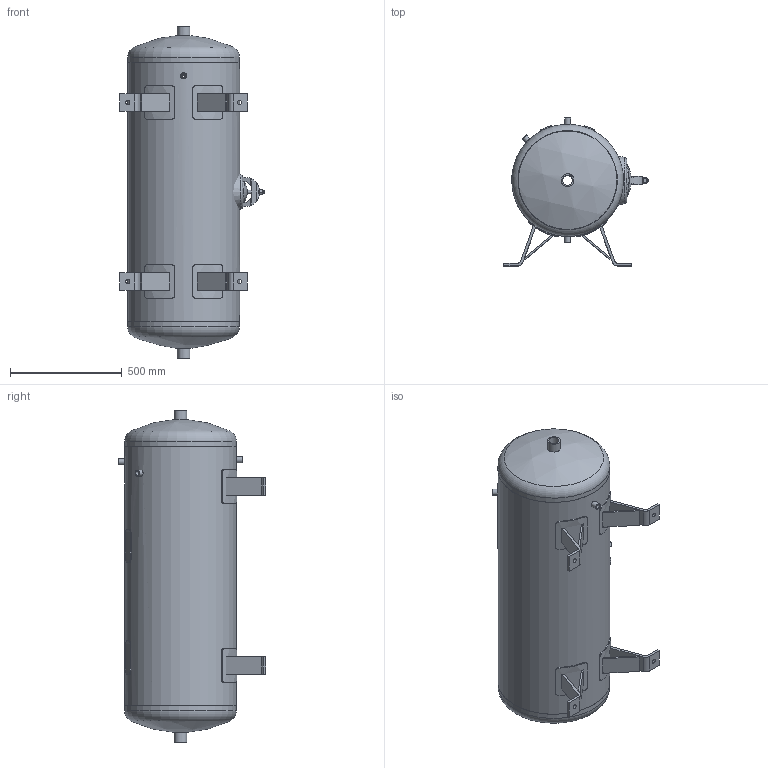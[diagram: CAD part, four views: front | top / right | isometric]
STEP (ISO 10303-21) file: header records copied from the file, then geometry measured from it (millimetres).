
FILE_DESCRIPTION(/* description */ (''),/* implementation_level */ '2;1');
FILE_NAME(/* name */ 'MB 030602-1.250.stp',/* time_stamp */ '2024-03-05T08:51:47+01:00',/* author */ ('m.ebener'),/* organization */ (''),/* preprocessor_version */ 'ST-DEVELOPER v16.1',/* originating_system */ 'Autodesk Inventor 2016',/* authorisation */ '');
FILE_SCHEMA (('AUTOMOTIVE_DESIGN { 1 0 10303 214 3 1 1 }'));
Length unit declared in the file: millimetre
Products named in the file (13): Mantel; Behälterfuß; Standardmuffe - G 1_2; Boden; Standardmuffe - G 1 1_2; Handloch_100x150x8,5; Dichtung; Deckel; Bügel; DIN 125 - A 17; DIN 934 - M16 x 2; Handloch; MB 030602-1.250
Assembly tree (17 placements, depth 3):
  MB 030602-1.250
    Mantel
    Behälterfuß  x2
    Standardmuffe - G 1_2  x3
    Boden  x2
    Standardmuffe - G 1 1_2  x2
    Handloch
      Handloch_100x150x8,5
      Dichtung
      Deckel
      Bügel
      DIN 125 - A 17
      DIN 934 - M16 x 2
Bounding box: 644.9 x 660.63 x 1484.36 mm (x, y, z)
Volume: 14333062.3 mm3; surface area: 5464726.7 mm2
Topology: 18 solids, 18 shells, 268 faces, 659 edges, 437 vertices
Faces by surface type: plane 138, cylinder 102, bspline 15, cone 5, sphere 4, torus 4
Full cylindrical faces by diameter (mm): 13.835 x1, 16 x1, 17 x2, 18.631 x3, 19 x4, 26.9 x6, 30 x1, 44.845 x2, 57 x4, 490 x3, 500 x3
Entity records: 21792 total; most frequent: CARTESIAN_POINT 17030, ORIENTED_EDGE 918, DIRECTION 871, EDGE_CURVE 457, AXIS2_PLACEMENT_3D 331, VERTEX_POINT 321, EDGE_LOOP 264, LINE 209
